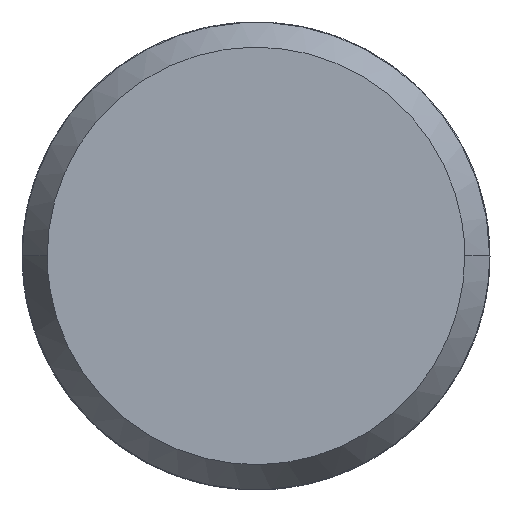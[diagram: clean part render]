
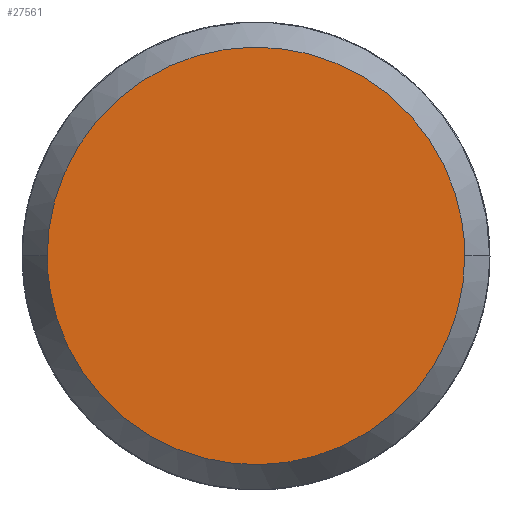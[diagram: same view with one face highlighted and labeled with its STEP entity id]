
A CAD part, top view. The second image highlights one B-rep face of the part: STEP entity #27561.
In plain terms, the highlighted free-form (B-spline) face has degree [1, 1] with [2, 2] control points.
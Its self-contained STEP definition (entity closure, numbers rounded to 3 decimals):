
#6703 = EDGE_CURVE('',#6704,#6706,#6708,.T.);
#6704 = VERTEX_POINT('',#6705);
#6705 = CARTESIAN_POINT('',(-97.591,0.,0.));
#6706 = VERTEX_POINT('',#6707);
#6707 = CARTESIAN_POINT('',(97.591,0.,0.));
#6708 = ( BOUNDED_CURVE() B_SPLINE_CURVE(2,(#6709,#6710,#6711,#6712,
#6713),.UNSPECIFIED.,.F.,.F.) B_SPLINE_CURVE_WITH_KNOTS((3,2,3),(0.,
1.571,3.142),.PIECEWISE_BEZIER_KNOTS.) CURVE() 
GEOMETRIC_REPRESENTATION_ITEM() RATIONAL_B_SPLINE_CURVE((1.,
0.707,1.,0.707,1.)) REPRESENTATION_ITEM('') );
#6709 = CARTESIAN_POINT('',(-97.591,0.,0.));
#6710 = CARTESIAN_POINT('',(-97.591,97.591,0.));
#6711 = CARTESIAN_POINT('',(0.,97.591,0.));
#6712 = CARTESIAN_POINT('',(97.591,97.591,0.));
#6713 = CARTESIAN_POINT('',(97.591,0.,0.));
#27561 = ADVANCED_FACE('',(#27562),#27573,.F.);
#27562 = FACE_BOUND('',#27563,.T.);
#27563 = EDGE_LOOP('',(#27564,#27565));
#27564 = ORIENTED_EDGE('',*,*,#6703,.F.);
#27565 = ORIENTED_EDGE('',*,*,#27566,.F.);
#27566 = EDGE_CURVE('',#6706,#6704,#27567,.T.);
#27567 = ( BOUNDED_CURVE() B_SPLINE_CURVE(2,(#27568,#27569,#27570,#27571
,#27572),.UNSPECIFIED.,.F.,.F.) B_SPLINE_CURVE_WITH_KNOTS((3,2,3),(
    3.142,4.712,6.283),
.PIECEWISE_BEZIER_KNOTS.) CURVE() GEOMETRIC_REPRESENTATION_ITEM() 
RATIONAL_B_SPLINE_CURVE((1.,0.707,1.,0.707,1.)) 
REPRESENTATION_ITEM('') );
#27568 = CARTESIAN_POINT('',(97.591,0.,0.));
#27569 = CARTESIAN_POINT('',(97.591,-97.591,0.));
#27570 = CARTESIAN_POINT('',(0.,-97.591,0.));
#27571 = CARTESIAN_POINT('',(-97.591,-97.591,0.));
#27572 = CARTESIAN_POINT('',(-97.591,0.,0.));
#27573 = B_SPLINE_SURFACE_WITH_KNOTS('',1,1,(
    (#27574,#27575)
    ,(#27576,#27577
    )),.UNSPECIFIED.,.F.,.F.,.F.,(2,2),(2,2),(-75.,75.),(-75.,75.),
  .PIECEWISE_BEZIER_KNOTS.);
#27574 = CARTESIAN_POINT('',(97.591,-97.591,0.));
#27575 = CARTESIAN_POINT('',(97.591,97.591,0.));
#27576 = CARTESIAN_POINT('',(-97.591,-97.591,0.));
#27577 = CARTESIAN_POINT('',(-97.591,97.591,0.));
